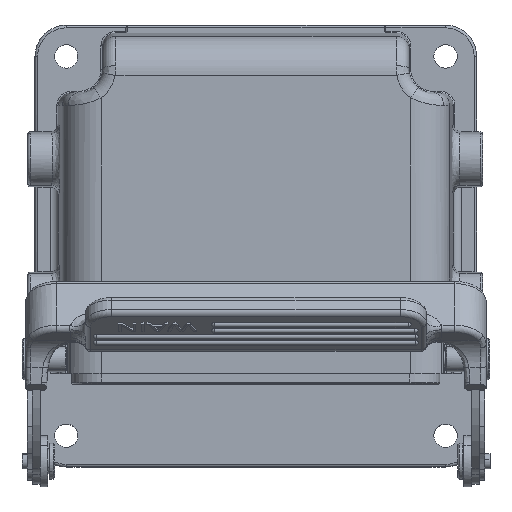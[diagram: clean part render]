
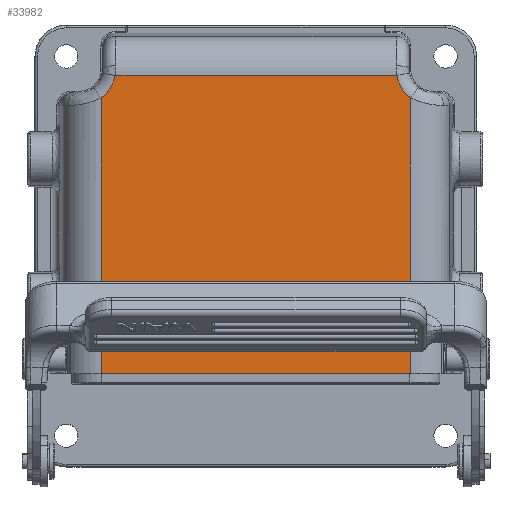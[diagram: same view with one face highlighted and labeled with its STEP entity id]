
A CAD part, top view. The second image highlights one B-rep face of the part: STEP entity #33982.
In plain terms, the highlighted planar face has unit normal (0, 0, 1).
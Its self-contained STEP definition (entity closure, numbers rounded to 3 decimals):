
#7850=DIRECTION('',(0.,-1.,0.));
#7851=VECTOR('',#7850,53.042);
#7852=CARTESIAN_POINT('',(14.125,71.186,
-0.743));
#7853=LINE('',#7852,#7851);
#7932=DIRECTION('',(-1.,0.,0.));
#7933=VECTOR('',#7932,54.221);
#7934=CARTESIAN_POINT('',(70.98,75.504,
-0.743));
#7935=LINE('',#7934,#7933);
#7988=CARTESIAN_POINT('',(77.87,76.745,
-0.743));
#7989=DIRECTION('',(0.,0.,1.));
#7990=DIRECTION('',(-0.984,-0.177,0.));
#7991=AXIS2_PLACEMENT_3D('',#7988,#7989,#7990);
#7993=DIRECTION('',(0.,-1.,0.));
#7994=VECTOR('',#7993,53.042);
#7995=CARTESIAN_POINT('',(73.615,71.186,
-0.743));
#7996=LINE('',#7995,#7994);
#7997=DIRECTION('',(-1.,0.,0.));
#7998=VECTOR('',#7997,59.49);
#7999=CARTESIAN_POINT('',(73.615,18.145,
-0.743));
#8000=LINE('',#7999,#7998);
#8001=CARTESIAN_POINT('',(9.87,76.745,
-0.743));
#8002=DIRECTION('',(0.,0.,1.));
#8003=DIRECTION('',(0.608,-0.794,0.));
#8004=AXIS2_PLACEMENT_3D('',#8001,#8002,#8003);
#18420=CARTESIAN_POINT('',(14.125,18.145,
-0.743));
#18421=VERTEX_POINT('',#18420);
#18422=CARTESIAN_POINT('',(73.615,18.145,
-0.743));
#18424=VERTEX_POINT('',#18422);
#18453=CARTESIAN_POINT('',(73.615,71.186,
-0.743));
#18454=VERTEX_POINT('',#18453);
#19103=CARTESIAN_POINT('',(70.98,75.504,
-0.743));
#19104=VERTEX_POINT('',#19103);
#19105=CARTESIAN_POINT('',(14.125,71.186,
-0.743));
#19106=CARTESIAN_POINT('',(16.76,75.504,
-0.743));
#19107=VERTEX_POINT('',#19105);
#19108=VERTEX_POINT('',#19106);
#33969=CARTESIAN_POINT('',(43.87,46.824,
-0.743));
#33970=DIRECTION('',(0.,0.,1.));
#33971=DIRECTION('',(0.,1.,0.));
#33972=AXIS2_PLACEMENT_3D('',#33969,#33970,#33971);
#33973=PLANE('',#33972);
#33974=ORIENTED_EDGE('',*,*,#33919,.T.);
#33975=ORIENTED_EDGE('',*,*,#25216,.T.);
#33976=ORIENTED_EDGE('',*,*,#24254,.T.);
#33977=ORIENTED_EDGE('',*,*,#33707,.F.);
#33978=ORIENTED_EDGE('',*,*,#33807,.T.);
#33979=ORIENTED_EDGE('',*,*,#33867,.F.);
#33980=EDGE_LOOP('',(#33974,#33975,#33976,#33977,#33978,#33979));
#33981=FACE_OUTER_BOUND('',#33980,.F.);
#7992=CIRCLE('',#7991,7.);
#8005=CIRCLE('',#8004,7.);
#24254=EDGE_CURVE('',#18424,#18421,#8000,.T.);
#25216=EDGE_CURVE('',#18454,#18424,#7996,.T.);
#33707=EDGE_CURVE('',#19107,#18421,#7853,.T.);
#33807=EDGE_CURVE('',#19107,#19108,#8005,.T.);
#33867=EDGE_CURVE('',#19104,#19108,#7935,.T.);
#33919=EDGE_CURVE('',#19104,#18454,#7992,.T.);
#33982=ADVANCED_FACE('',(#33981),#33973,.T.);
